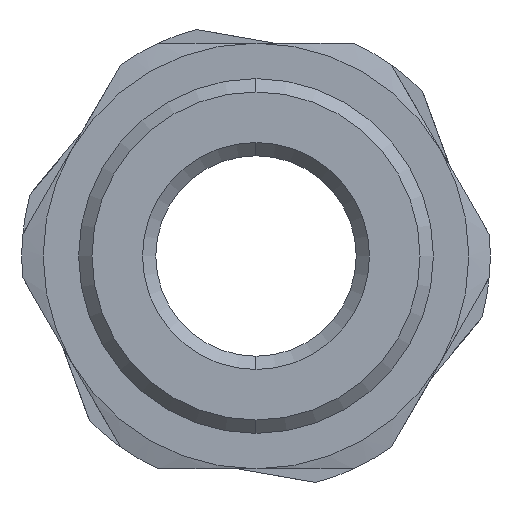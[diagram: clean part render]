
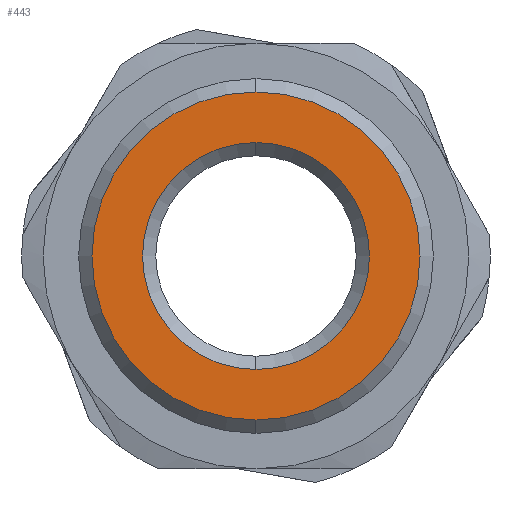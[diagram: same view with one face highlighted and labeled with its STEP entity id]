
A CAD part, left-side view. The second image highlights one B-rep face of the part: STEP entity #443.
In plain terms, the highlighted planar face has unit normal (-1, 0, 0).
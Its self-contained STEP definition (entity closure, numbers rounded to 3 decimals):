
#3 = EDGE_CURVE ( 'NONE', #1315, #1060, #990, .T. ) ;
#7 = AXIS2_PLACEMENT_3D ( 'NONE', #618, #2322, #1281 ) ;
#110 = DIRECTION ( 'NONE',  ( 0., 0., -1. ) ) ;
#386 = EDGE_CURVE ( 'NONE', #734, #1679, #2116, .T. ) ;
#402 = AXIS2_PLACEMENT_3D ( 'NONE', #1036, #2086, #412 ) ;
#412 = DIRECTION ( 'NONE',  ( 0., 0., -1. ) ) ;
#437 = EDGE_CURVE ( 'NONE', #1679, #734, #2752, .T. ) ;
#443 = ADVANCED_FACE ( 'NONE', ( #1895, #2673 ), #1224, .F. ) ;
#618 = CARTESIAN_POINT ( 'NONE',  ( 0., 0., 0. ) ) ;
#734 = VERTEX_POINT ( 'NONE', #2398 ) ;
#923 = EDGE_CURVE ( 'NONE', #1060, #1315, #2220, .T. ) ;
#990 = CIRCLE ( 'NONE', #7, 6.4 ) ;
#1022 = DIRECTION ( 'NONE',  ( 0., 0., -1. ) ) ;
#1036 = CARTESIAN_POINT ( 'NONE',  ( 0., 0., 0. ) ) ;
#1060 = VERTEX_POINT ( 'NONE', #1680 ) ;
#1110 = ORIENTED_EDGE ( 'NONE', *, *, #386, .T. ) ;
#1164 = CARTESIAN_POINT ( 'NONE',  ( 0., 0., -9.25 ) ) ;
#1194 = CARTESIAN_POINT ( 'NONE',  ( 0., 0., 0. ) ) ;
#1221 = AXIS2_PLACEMENT_3D ( 'NONE', #2275, #2489, #1022 ) ;
#1224 = PLANE ( 'NONE',  #2442 ) ;
#1281 = DIRECTION ( 'NONE',  ( 0., 0., -1. ) ) ;
#1315 = VERTEX_POINT ( 'NONE', #2724 ) ;
#1632 = AXIS2_PLACEMENT_3D ( 'NONE', #1194, #2049, #110 ) ;
#1679 = VERTEX_POINT ( 'NONE', #1164 ) ;
#1680 = CARTESIAN_POINT ( 'NONE',  ( 0., 0., -6.4 ) ) ;
#1692 = ORIENTED_EDGE ( 'NONE', *, *, #923, .T. ) ;
#1787 = EDGE_LOOP ( 'NONE', ( #1821, #1110 ) ) ;
#1821 = ORIENTED_EDGE ( 'NONE', *, *, #437, .T. ) ;
#1895 = FACE_OUTER_BOUND ( 'NONE', #1787, .T. ) ;
#1904 = DIRECTION ( 'NONE',  ( 0., 0., -1. ) ) ;
#2049 = DIRECTION ( 'NONE',  ( -1., 0., 0. ) ) ;
#2086 = DIRECTION ( 'NONE',  ( -1., 0., 0. ) ) ;
#2116 = CIRCLE ( 'NONE', #1632, 9.25 ) ;
#2220 = CIRCLE ( 'NONE', #1221, 6.4 ) ;
#2275 = CARTESIAN_POINT ( 'NONE',  ( 0., 0., 0. ) ) ;
#2315 = DIRECTION ( 'NONE',  ( 1., 0., 0. ) ) ;
#2322 = DIRECTION ( 'NONE',  ( 1., 0., 0. ) ) ;
#2353 = EDGE_LOOP ( 'NONE', ( #2460, #1692 ) ) ;
#2398 = CARTESIAN_POINT ( 'NONE',  ( 0., 0., 9.25 ) ) ;
#2442 = AXIS2_PLACEMENT_3D ( 'NONE', #2518, #2315, #1904 ) ;
#2460 = ORIENTED_EDGE ( 'NONE', *, *, #3, .T. ) ;
#2489 = DIRECTION ( 'NONE',  ( 1., 0., 0. ) ) ;
#2518 = CARTESIAN_POINT ( 'NONE',  ( 0., 0., 0. ) ) ;
#2673 = FACE_BOUND ( 'NONE', #2353, .T. ) ;
#2724 = CARTESIAN_POINT ( 'NONE',  ( 0., 0., 6.4 ) ) ;
#2752 = CIRCLE ( 'NONE', #402, 9.25 ) ;
